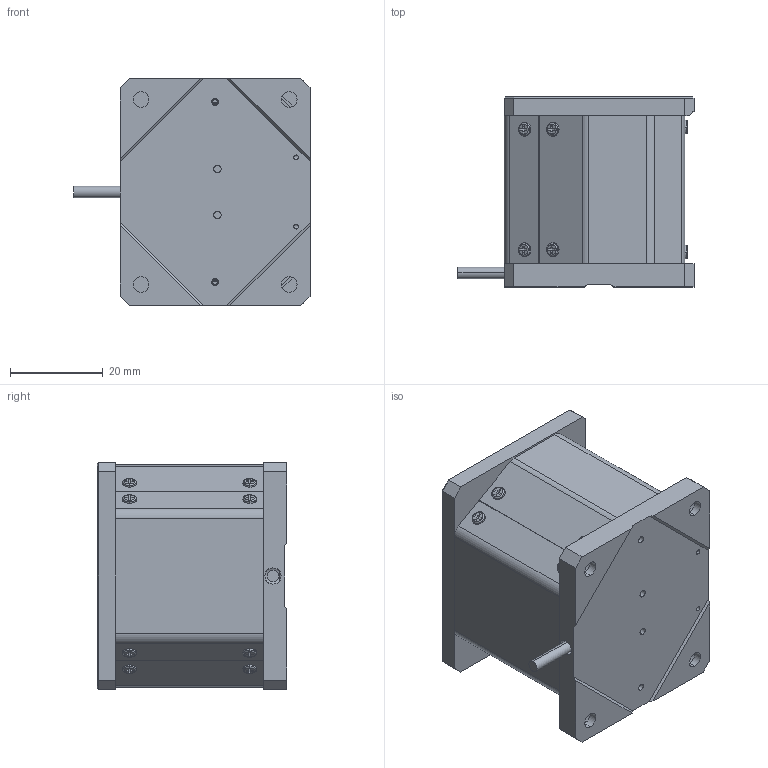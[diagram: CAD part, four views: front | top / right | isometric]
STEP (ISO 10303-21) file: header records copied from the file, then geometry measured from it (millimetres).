
FILE_DESCRIPTION (( 'STEP AP214' ), '1' );
FILE_NAME ('ES-50PM-1120X.STEP', '2022-02-05T01:26:07', ( '' ), ( '' ), 'SwSTEP 2.0', 'SolidWorks 2020', '' );
FILE_SCHEMA (( 'AUTOMOTIVE_DESIGN' ));
Length unit declared in the file: millimetre
Products named in the file (11): 430851 ES-50 Piezo, Carriage Bracket, Side_Counterbores; 430853 ES-50 Piezo, Enclosure, Side_3piece NJ; 2.5mm Dia Cable_30mm; ES-50PM-1120X; 430852 ES-50 Piezo, Carriage Bracket, Back; 430854 ES-50 Piezo, Enclosure, Back; SCREW, SHCS-S, M-DIN_M2 x 0.4 x 04mm; 430849 ES-50 Piezo, Base; 430850 ES-50 Piezo, Carriage; SCREW, MS-PPH, M-JCIS_M2 x 0.4 x 4mm; ES-50 Piezo, Open Loop, Encoder Cavity Cover
Assembly tree (28 placements, depth 2):
  ES-50PM-1120X
    430849 ES-50 Piezo, Base
    430851 ES-50 Piezo, Carriage Bracket, Side_Counterbores  x2
    430852 ES-50 Piezo, Carriage Bracket, Back
    430850 ES-50 Piezo, Carriage
    430853 ES-50 Piezo, Enclosure, Side_3piece NJ  x2
    430854 ES-50 Piezo, Enclosure, Back
    SCREW, MS-PPH, M-JCIS_M2 x 0.4 x 4mm  x12
    2.5mm Dia Cable_30mm
    SCREW, SHCS-S, M-DIN_M2 x 0.4 x 04mm  x6
    ES-50 Piezo, Open Loop, Encoder Cavity Cover
Bounding box: 51 x 41 x 49 mm (x, y, z)
Volume: 35761.2 mm3; surface area: 37049.2 mm2
Topology: 28 solids, 28 shells, 1359 faces, 3452 edges, 2165 vertices
Faces by surface type: cylinder 570, plane 558, torus 120, cone 111
Entity records: 25605 total; most frequent: CARTESIAN_POINT 4869, DIRECTION 4386, ORIENTED_EDGE 4052, EDGE_CURVE 2026, AXIS2_PLACEMENT_3D 1666, VERTEX_POINT 1319, VECTOR 1054, LINE 1054
